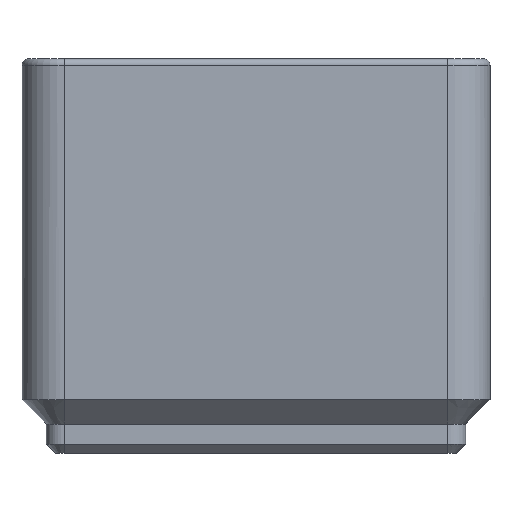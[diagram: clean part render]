
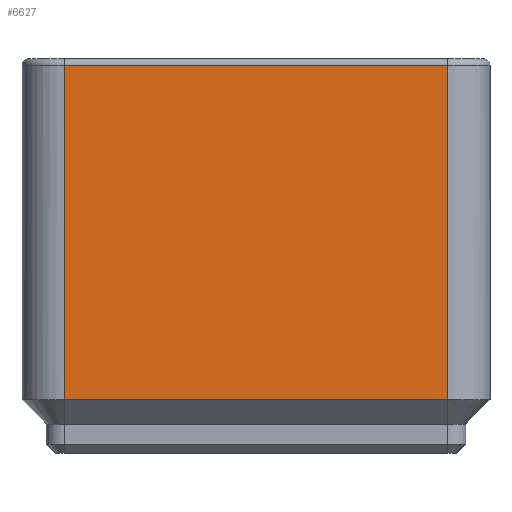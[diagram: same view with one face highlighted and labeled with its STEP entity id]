
A CAD part, left-side view. The second image highlights one B-rep face of the part: STEP entity #6627.
In plain terms, the highlighted planar face has unit normal (-1, 0, 0).
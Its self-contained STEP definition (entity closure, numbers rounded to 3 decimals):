
#1152 = CYLINDRICAL_SURFACE('',#1153,0.6);
#1153 = AXIS2_PLACEMENT_3D('',#1154,#1155,#1156);
#1154 = CARTESIAN_POINT('',(0.85,4.,34.4));
#1155 = DIRECTION('',(0.,-1.,0.));
#1156 = DIRECTION('',(1.,0.,0.));
#3752 = VERTEX_POINT('',#3753);
#3753 = CARTESIAN_POINT('',(0.25,4.,34.4));
#3770 = CYLINDRICAL_SURFACE('',#3771,3.75);
#3771 = AXIS2_PLACEMENT_3D('',#3772,#3773,#3774);
#3772 = CARTESIAN_POINT('',(4.,4.,0.));
#3773 = DIRECTION('',(0.,0.,1.));
#3774 = DIRECTION('',(1.,0.,0.));
#3830 = EDGE_CURVE('',#3831,#3752,#3833,.T.);
#3831 = VERTEX_POINT('',#3832);
#3832 = CARTESIAN_POINT('',(0.25,38.,34.4));
#3833 = SURFACE_CURVE('',#3834,(#3838,#3845),.PCURVE_S1.);
#3834 = LINE('',#3835,#3836);
#3835 = CARTESIAN_POINT('',(0.25,4.,34.4));
#3836 = VECTOR('',#3837,1.);
#3837 = DIRECTION('',(0.,-1.,0.));
#3838 = PCURVE('',#1152,#3839);
#3839 = DEFINITIONAL_REPRESENTATION('',(#3840),#3844);
#3840 = LINE('',#3841,#3842);
#3841 = CARTESIAN_POINT('',(3.142,0.));
#3842 = VECTOR('',#3843,1.);
#3843 = DIRECTION('',(0.,1.));
#3844 = ( GEOMETRIC_REPRESENTATION_CONTEXT(2) 
PARAMETRIC_REPRESENTATION_CONTEXT() REPRESENTATION_CONTEXT('2D SPACE',''
  ) );
#3845 = PCURVE('',#3846,#3851);
#3846 = PLANE('',#3847);
#3847 = AXIS2_PLACEMENT_3D('',#3848,#3849,#3850);
#3848 = CARTESIAN_POINT('',(0.25,21.,17.2));
#3849 = DIRECTION('',(-1.,0.,0.));
#3850 = DIRECTION('',(0.,0.,-1.));
#3851 = DEFINITIONAL_REPRESENTATION('',(#3852),#3856);
#3852 = LINE('',#3853,#3854);
#3853 = CARTESIAN_POINT('',(-17.2,17.));
#3854 = VECTOR('',#3855,1.);
#3855 = DIRECTION('',(0.,1.));
#3856 = ( GEOMETRIC_REPRESENTATION_CONTEXT(2) 
PARAMETRIC_REPRESENTATION_CONTEXT() REPRESENTATION_CONTEXT('2D SPACE',''
  ) );
#3957 = CYLINDRICAL_SURFACE('',#3958,3.75);
#3958 = AXIS2_PLACEMENT_3D('',#3959,#3960,#3961);
#3959 = CARTESIAN_POINT('',(4.,38.,0.));
#3960 = DIRECTION('',(0.,0.,1.));
#3961 = DIRECTION('',(1.,0.,0.));
#6498 = EDGE_CURVE('',#6499,#3752,#6501,.T.);
#6499 = VERTEX_POINT('',#6500);
#6500 = CARTESIAN_POINT('',(0.25,4.,4.75));
#6501 = SURFACE_CURVE('',#6502,(#6506,#6513),.PCURVE_S1.);
#6502 = LINE('',#6503,#6504);
#6503 = CARTESIAN_POINT('',(0.25,4.,0.));
#6504 = VECTOR('',#6505,1.);
#6505 = DIRECTION('',(0.,0.,1.));
#6506 = PCURVE('',#3770,#6507);
#6507 = DEFINITIONAL_REPRESENTATION('',(#6508),#6512);
#6508 = LINE('',#6509,#6510);
#6509 = CARTESIAN_POINT('',(3.142,0.));
#6510 = VECTOR('',#6511,1.);
#6511 = DIRECTION('',(0.,1.));
#6512 = ( GEOMETRIC_REPRESENTATION_CONTEXT(2) 
PARAMETRIC_REPRESENTATION_CONTEXT() REPRESENTATION_CONTEXT('2D SPACE',''
  ) );
#6513 = PCURVE('',#3846,#6514);
#6514 = DEFINITIONAL_REPRESENTATION('',(#6515),#6519);
#6515 = LINE('',#6516,#6517);
#6516 = CARTESIAN_POINT('',(17.2,17.));
#6517 = VECTOR('',#6518,1.);
#6518 = DIRECTION('',(-1.,0.));
#6519 = ( GEOMETRIC_REPRESENTATION_CONTEXT(2) 
PARAMETRIC_REPRESENTATION_CONTEXT() REPRESENTATION_CONTEXT('2D SPACE',''
  ) );
#6627 = ADVANCED_FACE('',(#6628),#3846,.T.);
#6628 = FACE_BOUND('',#6629,.T.);
#6629 = EDGE_LOOP('',(#6630,#6631,#6654,#6680));
#6630 = ORIENTED_EDGE('',*,*,#3830,.F.);
#6631 = ORIENTED_EDGE('',*,*,#6632,.F.);
#6632 = EDGE_CURVE('',#6633,#3831,#6635,.T.);
#6633 = VERTEX_POINT('',#6634);
#6634 = CARTESIAN_POINT('',(0.25,38.,4.75));
#6635 = SURFACE_CURVE('',#6636,(#6640,#6647),.PCURVE_S1.);
#6636 = LINE('',#6637,#6638);
#6637 = CARTESIAN_POINT('',(0.25,38.,0.));
#6638 = VECTOR('',#6639,1.);
#6639 = DIRECTION('',(0.,0.,1.));
#6640 = PCURVE('',#3846,#6641);
#6641 = DEFINITIONAL_REPRESENTATION('',(#6642),#6646);
#6642 = LINE('',#6643,#6644);
#6643 = CARTESIAN_POINT('',(17.2,-17.));
#6644 = VECTOR('',#6645,1.);
#6645 = DIRECTION('',(-1.,0.));
#6646 = ( GEOMETRIC_REPRESENTATION_CONTEXT(2) 
PARAMETRIC_REPRESENTATION_CONTEXT() REPRESENTATION_CONTEXT('2D SPACE',''
  ) );
#6647 = PCURVE('',#3957,#6648);
#6648 = DEFINITIONAL_REPRESENTATION('',(#6649),#6653);
#6649 = LINE('',#6650,#6651);
#6650 = CARTESIAN_POINT('',(3.142,0.));
#6651 = VECTOR('',#6652,1.);
#6652 = DIRECTION('',(0.,1.));
#6653 = ( GEOMETRIC_REPRESENTATION_CONTEXT(2) 
PARAMETRIC_REPRESENTATION_CONTEXT() REPRESENTATION_CONTEXT('2D SPACE',''
  ) );
#6654 = ORIENTED_EDGE('',*,*,#6655,.F.);
#6655 = EDGE_CURVE('',#6499,#6633,#6656,.T.);
#6656 = SURFACE_CURVE('',#6657,(#6661,#6668),.PCURVE_S1.);
#6657 = LINE('',#6658,#6659);
#6658 = CARTESIAN_POINT('',(0.25,12.5,4.75));
#6659 = VECTOR('',#6660,1.);
#6660 = DIRECTION('',(0.,1.,0.));
#6661 = PCURVE('',#3846,#6662);
#6662 = DEFINITIONAL_REPRESENTATION('',(#6663),#6667);
#6663 = LINE('',#6664,#6665);
#6664 = CARTESIAN_POINT('',(12.45,8.5));
#6665 = VECTOR('',#6666,1.);
#6666 = DIRECTION('',(0.,-1.));
#6667 = ( GEOMETRIC_REPRESENTATION_CONTEXT(2) 
PARAMETRIC_REPRESENTATION_CONTEXT() REPRESENTATION_CONTEXT('2D SPACE',''
  ) );
#6668 = PCURVE('',#6669,#6674);
#6669 = PLANE('',#6670);
#6670 = AXIS2_PLACEMENT_3D('',#6671,#6672,#6673);
#6671 = CARTESIAN_POINT('',(2.4,4.,2.6));
#6672 = DIRECTION('',(0.707,0.,0.707));
#6673 = DIRECTION('',(0.,-1.,0.));
#6674 = DEFINITIONAL_REPRESENTATION('',(#6675),#6679);
#6675 = LINE('',#6676,#6677);
#6676 = CARTESIAN_POINT('',(-8.5,-3.041));
#6677 = VECTOR('',#6678,1.);
#6678 = DIRECTION('',(-1.,0.));
#6679 = ( GEOMETRIC_REPRESENTATION_CONTEXT(2) 
PARAMETRIC_REPRESENTATION_CONTEXT() REPRESENTATION_CONTEXT('2D SPACE',''
  ) );
#6680 = ORIENTED_EDGE('',*,*,#6498,.T.);
